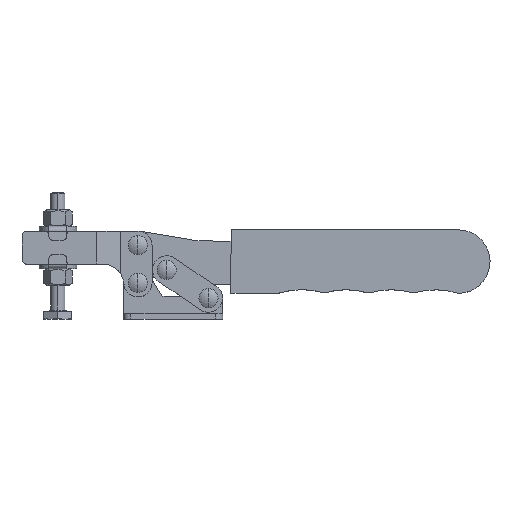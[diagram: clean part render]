
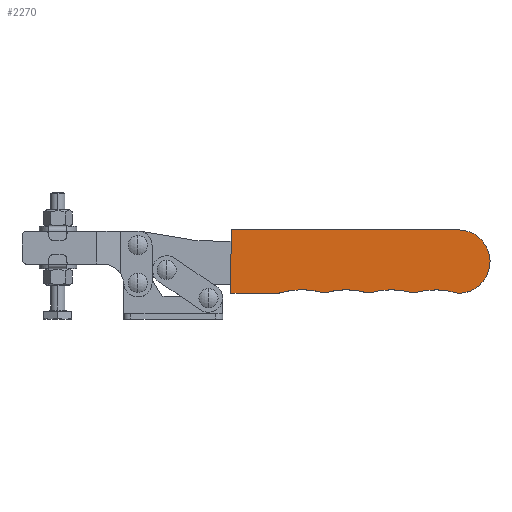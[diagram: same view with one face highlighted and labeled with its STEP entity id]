
A CAD part, top view. The second image highlights one B-rep face of the part: STEP entity #2270.
In plain terms, the highlighted planar face has unit normal (0, 0, 1).
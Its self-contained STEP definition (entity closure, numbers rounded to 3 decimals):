
#76 = CARTESIAN_POINT ( 'NONE',  ( 100.719, 11.054, 7. ) ) ;
#119 = CARTESIAN_POINT ( 'NONE',  ( 61.35, 11.337, 7. ) ) ;
#235 = ORIENTED_EDGE ( 'NONE', *, *, #885, .T. ) ;
#353 = DIRECTION ( 'NONE',  ( -0.001, -1., 0. ) ) ;
#414 = CIRCLE ( 'NONE', #7226, 3. ) ;
#462 = EDGE_CURVE ( 'NONE', #7303, #3890, #7532, .T. ) ;
#523 = CARTESIAN_POINT ( 'NONE',  ( 90.51, -19.462, 7. ) ) ;
#796 = EDGE_CURVE ( 'NONE', #3890, #2050, #7474, .T. ) ;
#817 = CIRCLE ( 'NONE', #5793, 32. ) ;
#883 = EDGE_CURVE ( 'NONE', #4343, #4537, #7664, .T. ) ;
#885 = EDGE_CURVE ( 'NONE', #4537, #5268, #4152, .T. ) ;
#916 = CIRCLE ( 'NONE', #4307, 3. ) ;
#1025 = AXIS2_PLACEMENT_3D ( 'NONE', #8367, #7028, #7039 ) ;
#1093 = CARTESIAN_POINT ( 'NONE',  ( 3.576, 38.155, 7. ) ) ;
#1136 = CIRCLE ( 'NONE', #3808, 13.5 ) ;
#1137 = EDGE_CURVE ( 'NONE', #5268, #7303, #8679, .T. ) ;
#1184 = VERTEX_POINT ( 'NONE', #2404 ) ;
#1265 = EDGE_CURVE ( 'NONE', #7564, #2798, #5694, .T. ) ;
#1347 = LINE ( 'NONE', #3088, #1808 ) ;
#1372 = ORIENTED_EDGE ( 'NONE', *, *, #5575, .T. ) ;
#1656 = DIRECTION ( 'NONE',  ( 0., 0., 1. ) ) ;
#1664 = CARTESIAN_POINT ( 'NONE',  ( 24.587, 11.258, 7. ) ) ;
#1807 = EDGE_CURVE ( 'NONE', #5815, #1184, #1136, .T. ) ;
#1808 = VECTOR ( 'NONE', #3794, 1000. ) ;
#1838 = ORIENTED_EDGE ( 'NONE', *, *, #462, .T. ) ;
#1932 = ORIENTED_EDGE ( 'NONE', *, *, #1807, .T. ) ;
#2050 = VERTEX_POINT ( 'NONE', #2706 ) ;
#2192 = CARTESIAN_POINT ( 'NONE',  ( 71.769, -19.44, 7. ) ) ;
#2270 = ADVANCED_FACE ( 'NONE', ( #5379 ), #2487, .T. ) ;
#2399 = AXIS2_PLACEMENT_3D ( 'NONE', #6707, #6715, #6717 ) ;
#2404 = CARTESIAN_POINT ( 'NONE',  ( 100.206, 38.043, 7. ) ) ;
#2487 = PLANE ( 'NONE',  #4460 ) ;
#2509 = DIRECTION ( 'NONE',  ( 0., 0., 1. ) ) ;
#2517 = CARTESIAN_POINT ( 'NONE',  ( 23.723, 11.132, 7. ) ) ;
#2542 = DIRECTION ( 'NONE',  ( 1., -0.001, 0. ) ) ;
#2575 = DIRECTION ( 'NONE',  ( 1., -0.001, 0. ) ) ;
#2583 = ORIENTED_EDGE ( 'NONE', *, *, #2988, .T. ) ;
#2673 = EDGE_CURVE ( 'NONE', #8042, #8637, #414, .T. ) ;
#2706 = CARTESIAN_POINT ( 'NONE',  ( 81.978, 11.38, 7. ) ) ;
#2779 = DIRECTION ( 'NONE',  ( 1., -0.001, 0. ) ) ;
#2798 = VERTEX_POINT ( 'NONE', #3023 ) ;
#2892 = AXIS2_PLACEMENT_3D ( 'NONE', #8579, #8606, #8153 ) ;
#2959 = ORIENTED_EDGE ( 'NONE', *, *, #7860, .T. ) ;
#2988 = EDGE_CURVE ( 'NONE', #2798, #8042, #4866, .T. ) ;
#3023 = CARTESIAN_POINT ( 'NONE',  ( 3.545, 11.155, 7. ) ) ;
#3088 = CARTESIAN_POINT ( 'NONE',  ( 3.576, 38.155, 7. ) ) ;
#3104 = CARTESIAN_POINT ( 'NONE',  ( 23.723, 11.132, 7. ) ) ;
#3172 = DIRECTION ( 'NONE',  ( 1., -0.001, 0. ) ) ;
#3190 = DIRECTION ( 'NONE',  ( 0., 0., -1. ) ) ;
#3202 = DIRECTION ( 'NONE',  ( 1., -0.001, 0. ) ) ;
#3323 = DIRECTION ( 'NONE',  ( 0., 0., -1. ) ) ;
#3378 = VERTEX_POINT ( 'NONE', #6633 ) ;
#3408 = DIRECTION ( 'NONE',  ( 1., -0.001, 0. ) ) ;
#3421 = DIRECTION ( 'NONE',  ( 0., 0., 1. ) ) ;
#3444 = CARTESIAN_POINT ( 'NONE',  ( 100.601, 14.052, 7. ) ) ;
#3642 = CARTESIAN_POINT ( 'NONE',  ( 33.769, -19.396, 7. ) ) ;
#3794 = DIRECTION ( 'NONE',  ( -1., 0.001, 0. ) ) ;
#3808 = AXIS2_PLACEMENT_3D ( 'NONE', #6209, #6177, #6169 ) ;
#3829 = EDGE_CURVE ( 'NONE', #1184, #7564, #1347, .T. ) ;
#3890 = VERTEX_POINT ( 'NONE', #7793 ) ;
#4152 = CIRCLE ( 'NONE', #2892, 32. ) ;
#4158 = CARTESIAN_POINT ( 'NONE',  ( 62.178, 14.22, 7. ) ) ;
#4166 = AXIS2_PLACEMENT_3D ( 'NONE', #3642, #3323, #3202 ) ;
#4276 = ORIENTED_EDGE ( 'NONE', *, *, #7968, .T. ) ;
#4278 = CARTESIAN_POINT ( 'NONE',  ( 3.576, 38.155, 7. ) ) ;
#4307 = AXIS2_PLACEMENT_3D ( 'NONE', #3444, #3421, #3408 ) ;
#4343 = VERTEX_POINT ( 'NONE', #6956 ) ;
#4460 = AXIS2_PLACEMENT_3D ( 'NONE', #2192, #2509, #2542 ) ;
#4537 = VERTEX_POINT ( 'NONE', #5289 ) ;
#4603 = CIRCLE ( 'NONE', #4166, 32. ) ;
#4639 = AXIS2_PLACEMENT_3D ( 'NONE', #5086, #5098, #5109 ) ;
#4794 = CARTESIAN_POINT ( 'NONE',  ( 63., 11.335, 7. ) ) ;
#4866 = LINE ( 'NONE', #2517, #5084 ) ;
#5084 = VECTOR ( 'NONE', #2575, 1000. ) ;
#5086 = CARTESIAN_POINT ( 'NONE',  ( 71.769, -19.44, 7. ) ) ;
#5098 = DIRECTION ( 'NONE',  ( 0., 0., -1. ) ) ;
#5109 = DIRECTION ( 'NONE',  ( 1., -0.001, 0. ) ) ;
#5128 = DIRECTION ( 'NONE',  ( 0., 0., 1. ) ) ;
#5268 = VERTEX_POINT ( 'NONE', #119 ) ;
#5289 = CARTESIAN_POINT ( 'NONE',  ( 43.978, 11.424, 7. ) ) ;
#5379 = FACE_OUTER_BOUND ( 'NONE', #6997, .T. ) ;
#5575 = EDGE_CURVE ( 'NONE', #8637, #4343, #4603, .T. ) ;
#5694 = LINE ( 'NONE', #1093, #5930 ) ;
#5793 = AXIS2_PLACEMENT_3D ( 'NONE', #523, #3190, #3172 ) ;
#5815 = VERTEX_POINT ( 'NONE', #76 ) ;
#5930 = VECTOR ( 'NONE', #353, 1000. ) ;
#6010 = ORIENTED_EDGE ( 'NONE', *, *, #796, .T. ) ;
#6169 = DIRECTION ( 'NONE',  ( 1., -0.001, 0. ) ) ;
#6177 = DIRECTION ( 'NONE',  ( 0., 0., 1. ) ) ;
#6209 = CARTESIAN_POINT ( 'NONE',  ( 100.19, 24.543, 7. ) ) ;
#6217 = ORIENTED_EDGE ( 'NONE', *, *, #1137, .T. ) ;
#6303 = ORIENTED_EDGE ( 'NONE', *, *, #1265, .T. ) ;
#6633 = CARTESIAN_POINT ( 'NONE',  ( 99.736, 11.179, 7. ) ) ;
#6707 = CARTESIAN_POINT ( 'NONE',  ( 43.178, 14.315, 7. ) ) ;
#6715 = DIRECTION ( 'NONE',  ( 0., 0., 1. ) ) ;
#6717 = DIRECTION ( 'NONE',  ( 1., -0.001, 0. ) ) ;
#6927 = ORIENTED_EDGE ( 'NONE', *, *, #2673, .T. ) ;
#6956 = CARTESIAN_POINT ( 'NONE',  ( 42.372, 11.426, 7. ) ) ;
#6997 = EDGE_LOOP ( 'NONE', ( #1838, #6010, #4276, #2959, #1932, #7642, #6303, #2583, #6927, #1372, #7129, #235, #6217 ) ) ;
#7028 = DIRECTION ( 'NONE',  ( 0., 0., 1. ) ) ;
#7039 = DIRECTION ( 'NONE',  ( 1., -0.001, 0. ) ) ;
#7129 = ORIENTED_EDGE ( 'NONE', *, *, #883, .T. ) ;
#7226 = AXIS2_PLACEMENT_3D ( 'NONE', #8471, #5128, #7844 ) ;
#7303 = VERTEX_POINT ( 'NONE', #4794 ) ;
#7474 = CIRCLE ( 'NONE', #1025, 3. ) ;
#7532 = CIRCLE ( 'NONE', #4639, 32. ) ;
#7564 = VERTEX_POINT ( 'NONE', #4278 ) ;
#7642 = ORIENTED_EDGE ( 'NONE', *, *, #3829, .T. ) ;
#7664 = CIRCLE ( 'NONE', #2399, 3. ) ;
#7696 = AXIS2_PLACEMENT_3D ( 'NONE', #4158, #1656, #2779 ) ;
#7793 = CARTESIAN_POINT ( 'NONE',  ( 80.372, 11.382, 7. ) ) ;
#7844 = DIRECTION ( 'NONE',  ( 1., -0.001, 0. ) ) ;
#7860 = EDGE_CURVE ( 'NONE', #3378, #5815, #916, .T. ) ;
#7968 = EDGE_CURVE ( 'NONE', #2050, #3378, #817, .T. ) ;
#8042 = VERTEX_POINT ( 'NONE', #3104 ) ;
#8153 = DIRECTION ( 'NONE',  ( 1., -0.001, 0. ) ) ;
#8367 = CARTESIAN_POINT ( 'NONE',  ( 81.178, 14.271, 7. ) ) ;
#8471 = CARTESIAN_POINT ( 'NONE',  ( 23.727, 14.132, 7. ) ) ;
#8579 = CARTESIAN_POINT ( 'NONE',  ( 52.51, -19.418, 7. ) ) ;
#8606 = DIRECTION ( 'NONE',  ( 0., 0., -1. ) ) ;
#8637 = VERTEX_POINT ( 'NONE', #1664 ) ;
#8679 = CIRCLE ( 'NONE', #7696, 3. ) ;
